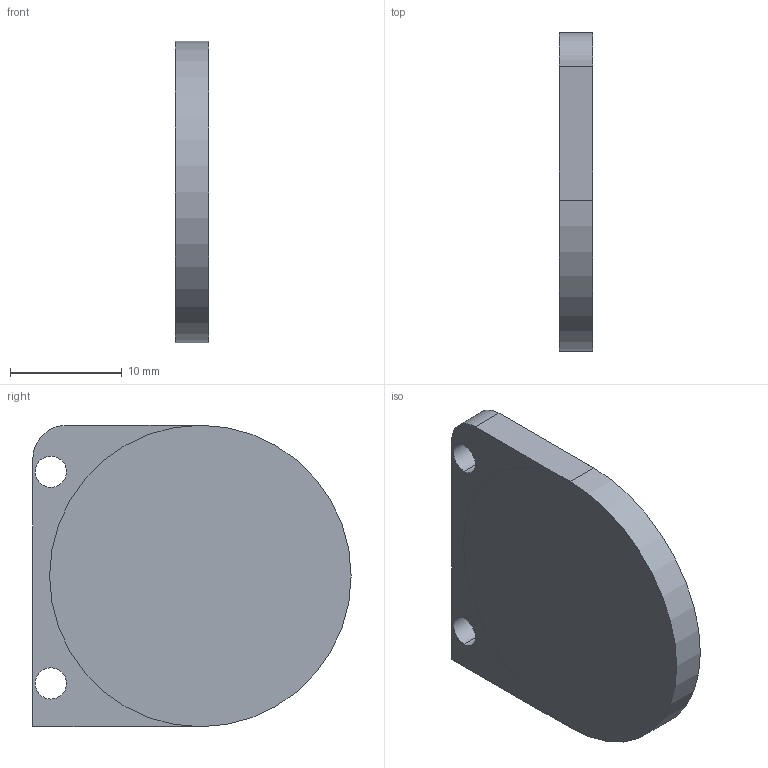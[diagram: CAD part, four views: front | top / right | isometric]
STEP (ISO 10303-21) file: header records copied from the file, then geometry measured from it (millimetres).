
FILE_DESCRIPTION (( 'STEP AP214' ), '1' );
FILE_NAME ('25683422861516175848.STEP', '2026-01-19T09:59:31', ( '' ), ( '' ), 'SwSTEP 2.0', 'SolidWorks 2025', '' );
FILE_SCHEMA (( 'AUTOMOTIVE_DESIGN' ));
Length unit declared in the file: millimetre
Products named in the file (1): 25683422861516175848
Bounding box: 3 x 28.5 x 27 mm (x, y, z)
Volume: 2031.1 mm3; surface area: 1955.7 mm2
Topology: 2 solids, 2 shells, 15 faces, 33 edges, 22 vertices
Faces by surface type: cylinder 8, plane 7
Entity records: 463 total; most frequent: DIRECTION 81, CARTESIAN_POINT 71, ORIENTED_EDGE 66, EDGE_CURVE 33, AXIS2_PLACEMENT_3D 32, VERTEX_POINT 22, EDGE_LOOP 19, LINE 17
